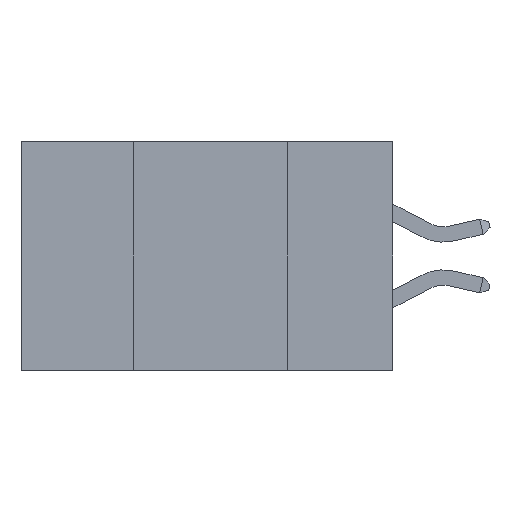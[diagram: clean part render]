
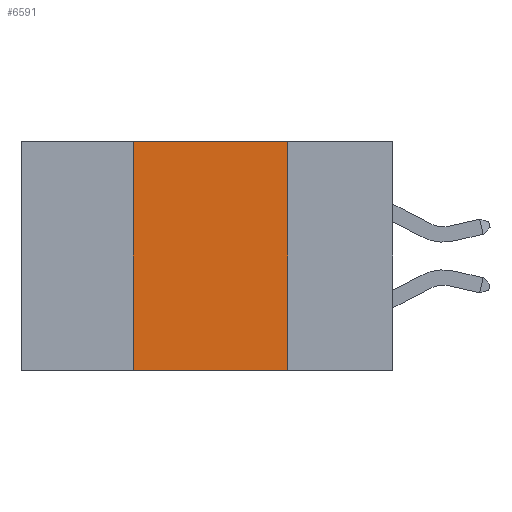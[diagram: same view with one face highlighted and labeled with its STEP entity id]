
A CAD part, left-side view. The second image highlights one B-rep face of the part: STEP entity #6591.
In plain terms, the highlighted planar face has unit normal (-1, 0, 0).
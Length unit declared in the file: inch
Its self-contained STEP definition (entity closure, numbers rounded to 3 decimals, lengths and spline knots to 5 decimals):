
#193 = VERTEX_POINT ( 'NONE', #5872 ) ;
#536 = VERTEX_POINT ( 'NONE', #646 ) ;
#646 = CARTESIAN_POINT ( 'NONE',  ( 0., 0.42, -0.37 ) ) ;
#985 = ORIENTED_EDGE ( 'NONE', *, *, #7862, .F. ) ;
#1442 = EDGE_LOOP ( 'NONE', ( #9301, #11778, #985, #4730 ) ) ;
#1449 = CARTESIAN_POINT ( 'NONE',  ( 0., 0.6, 0. ) ) ;
#1920 = VECTOR ( 'NONE', #11462, 39.37008 ) ;
#2078 = CARTESIAN_POINT ( 'NONE',  ( 0., 0.42, 0. ) ) ;
#2315 = VERTEX_POINT ( 'NONE', #5933 ) ;
#2372 = DIRECTION ( 'NONE',  ( 0., 0., 1. ) ) ;
#2465 = PLANE ( 'NONE',  #12541 ) ;
#2570 = DIRECTION ( 'NONE',  ( 1., 0., 0. ) ) ;
#3756 = CARTESIAN_POINT ( 'NONE',  ( 0., 0.6, -0.37 ) ) ;
#4321 = CARTESIAN_POINT ( 'NONE',  ( 0., 0.17, -0.37 ) ) ;
#4615 = EDGE_CURVE ( 'NONE', #193, #7554, #12263, .T. ) ;
#4730 = ORIENTED_EDGE ( 'NONE', *, *, #5366, .T. ) ;
#4898 = CARTESIAN_POINT ( 'NONE',  ( 0., 0.6, 0. ) ) ;
#5366 = EDGE_CURVE ( 'NONE', #536, #7554, #8570, .T. ) ;
#5377 = EDGE_CURVE ( 'NONE', #2315, #193, #11197, .T. ) ;
#5845 = FACE_OUTER_BOUND ( 'NONE', #1442, .T. ) ;
#5872 = CARTESIAN_POINT ( 'NONE',  ( 0., 0.17, 0. ) ) ;
#5933 = CARTESIAN_POINT ( 'NONE',  ( 0., 0.42, 0. ) ) ;
#6168 = LINE ( 'NONE', #2078, #9138 ) ;
#6591 = ADVANCED_FACE ( 'NONE', ( #5845 ), #2465, .F. ) ;
#6622 = CARTESIAN_POINT ( 'NONE',  ( 0., 0.17, 0. ) ) ;
#7177 = DIRECTION ( 'NONE',  ( 0., -1., 0. ) ) ;
#7554 = VERTEX_POINT ( 'NONE', #4321 ) ;
#7862 = EDGE_CURVE ( 'NONE', #536, #2315, #6168, .T. ) ;
#8570 = LINE ( 'NONE', #3756, #14136 ) ;
#8885 = DIRECTION ( 'NONE',  ( 0., 0., -1. ) ) ;
#9138 = VECTOR ( 'NONE', #2372, 39.37008 ) ;
#9301 = ORIENTED_EDGE ( 'NONE', *, *, #4615, .F. ) ;
#10372 = DIRECTION ( 'NONE',  ( 0., 0., -1. ) ) ;
#10502 = VECTOR ( 'NONE', #8885, 39.37008 ) ;
#11197 = LINE ( 'NONE', #4898, #1920 ) ;
#11462 = DIRECTION ( 'NONE',  ( 0., -1., 0. ) ) ;
#11778 = ORIENTED_EDGE ( 'NONE', *, *, #5377, .F. ) ;
#12263 = LINE ( 'NONE', #6622, #10502 ) ;
#12541 = AXIS2_PLACEMENT_3D ( 'NONE', #1449, #2570, #10372 ) ;
#14136 = VECTOR ( 'NONE', #7177, 39.37008 ) ;
